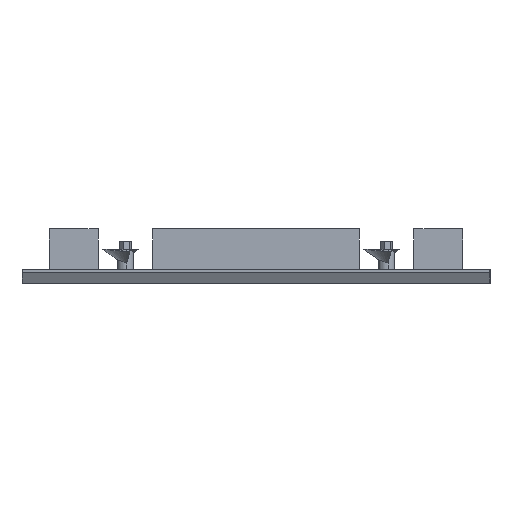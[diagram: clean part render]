
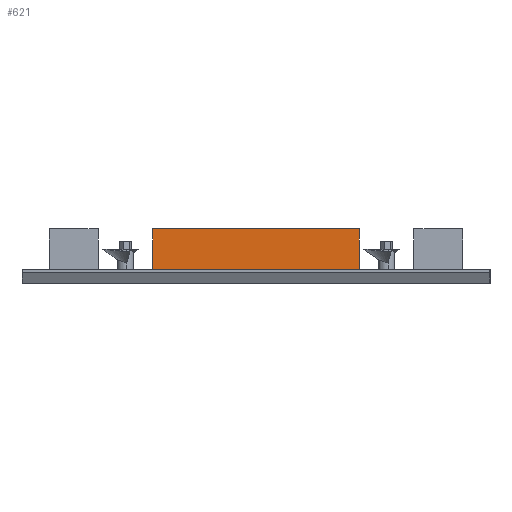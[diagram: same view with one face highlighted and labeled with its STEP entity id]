
A CAD part, left-side view. The second image highlights one B-rep face of the part: STEP entity #621.
In plain terms, the highlighted planar face has unit normal (-1, 0, 0).
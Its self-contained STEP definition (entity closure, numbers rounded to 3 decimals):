
#51 = CARTESIAN_POINT ( 'NONE',  ( -103.5, 124., 0. ) ) ;
#99 = DIRECTION ( 'NONE',  ( 0., 0., 1. ) ) ;
#300 = EDGE_CURVE ( 'NONE', #661, #1236, #1072, .T. ) ;
#356 = VECTOR ( 'NONE', #1059, 1000. ) ;
#397 = VERTEX_POINT ( 'NONE', #445 ) ;
#445 = CARTESIAN_POINT ( 'NONE',  ( -103.5, 124., 15. ) ) ;
#498 = DIRECTION ( 'NONE',  ( 0., 1., 0. ) ) ;
#599 = FACE_OUTER_BOUND ( 'NONE', #2578, .T. ) ;
#621 = ADVANCED_FACE ( 'NONE', ( #599 ), #2101, .T. ) ;
#661 = VERTEX_POINT ( 'NONE', #2641 ) ;
#816 = DIRECTION ( 'NONE',  ( 0., 0., -1. ) ) ;
#888 = CARTESIAN_POINT ( 'NONE',  ( -103.5, 48., 15. ) ) ;
#929 = EDGE_CURVE ( 'NONE', #397, #1236, #2113, .T. ) ;
#1016 = LINE ( 'NONE', #2711, #1550 ) ;
#1035 = EDGE_CURVE ( 'NONE', #3203, #661, #2336, .T. ) ;
#1038 = ORIENTED_EDGE ( 'NONE', *, *, #929, .T. ) ;
#1059 = DIRECTION ( 'NONE',  ( 0., 1., 0. ) ) ;
#1072 = LINE ( 'NONE', #51, #356 ) ;
#1098 = CARTESIAN_POINT ( 'NONE',  ( -103.5, 48., 15. ) ) ;
#1127 = ORIENTED_EDGE ( 'NONE', *, *, #300, .F. ) ;
#1236 = VERTEX_POINT ( 'NONE', #2239 ) ;
#1550 = VECTOR ( 'NONE', #498, 1000. ) ;
#1605 = DIRECTION ( 'NONE',  ( -1., 0., 0. ) ) ;
#1740 = ORIENTED_EDGE ( 'NONE', *, *, #2059, .T. ) ;
#1892 = DIRECTION ( 'NONE',  ( 0., 0., -1. ) ) ;
#1895 = CARTESIAN_POINT ( 'NONE',  ( -103.5, 124., 15. ) ) ;
#1967 = AXIS2_PLACEMENT_3D ( 'NONE', #1895, #1605, #99 ) ;
#2015 = VECTOR ( 'NONE', #816, 1000. ) ;
#2059 = EDGE_CURVE ( 'NONE', #3203, #397, #1016, .T. ) ;
#2101 = PLANE ( 'NONE',  #1967 ) ;
#2113 = LINE ( 'NONE', #2364, #2931 ) ;
#2239 = CARTESIAN_POINT ( 'NONE',  ( -103.5, 124., 0. ) ) ;
#2336 = LINE ( 'NONE', #1098, #2015 ) ;
#2364 = CARTESIAN_POINT ( 'NONE',  ( -103.5, 124., 15. ) ) ;
#2578 = EDGE_LOOP ( 'NONE', ( #1127, #3188, #1740, #1038 ) ) ;
#2641 = CARTESIAN_POINT ( 'NONE',  ( -103.5, 48., 0. ) ) ;
#2711 = CARTESIAN_POINT ( 'NONE',  ( -103.5, 124., 15. ) ) ;
#2931 = VECTOR ( 'NONE', #1892, 1000. ) ;
#3188 = ORIENTED_EDGE ( 'NONE', *, *, #1035, .F. ) ;
#3203 = VERTEX_POINT ( 'NONE', #888 ) ;
